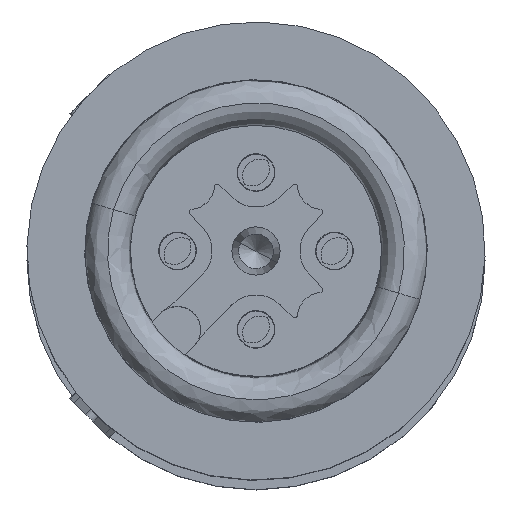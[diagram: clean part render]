
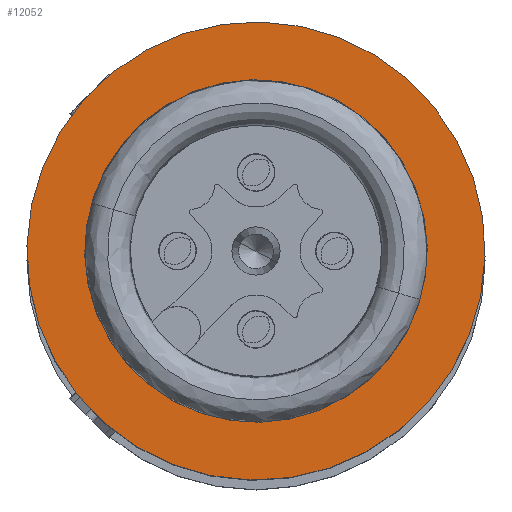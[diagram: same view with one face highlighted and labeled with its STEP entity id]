
A CAD part, top view. The second image highlights one B-rep face of the part: STEP entity #12052.
In plain terms, the highlighted planar face has unit normal (0, 0, 1).
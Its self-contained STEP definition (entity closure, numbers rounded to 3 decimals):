
#12014=AXIS2_PLACEMENT_3D('Plane Axis2P3D',#12011,#12012,#12013) ;
#12018=AXIS2_PLACEMENT_3D('Circle Axis2P3D',#12016,#12017,$) ;
#12027=AXIS2_PLACEMENT_3D('Circle Axis2P3D',#12025,#12026,$) ;
#12036=AXIS2_PLACEMENT_3D('Circle Axis2P3D',#12034,#12035,$) ;
#12045=AXIS2_PLACEMENT_3D('Circle Axis2P3D',#12043,#12044,$) ;
#12011=CARTESIAN_POINT('Axis2P3D Location',(7.3,14.6,189.5)) ;
#12016=CARTESIAN_POINT('Axis2P3D Location',(7.3,7.3,189.5)) ;
#12020=CARTESIAN_POINT('Vertex',(3.8,13.706,189.5)) ;
#12022=CARTESIAN_POINT('Vertex',(10.8,0.894,189.5)) ;
#12025=CARTESIAN_POINT('Axis2P3D Location',(7.3,7.3,189.5)) ;
#12034=CARTESIAN_POINT('Axis2P3D Location',(7.3,7.3,189.5)) ;
#12038=CARTESIAN_POINT('Vertex',(9.918,12.092,189.5)) ;
#12040=CARTESIAN_POINT('Vertex',(4.682,2.508,189.5)) ;
#12043=CARTESIAN_POINT('Axis2P3D Location',(7.3,7.3,189.5)) ;
#12012=DIRECTION('Axis2P3D Direction',(0.,0.,1.)) ;
#12013=DIRECTION('Axis2P3D XDirection',(0.,-1.,0.)) ;
#12017=DIRECTION('Axis2P3D Direction',(0.,0.,1.)) ;
#12026=DIRECTION('Axis2P3D Direction',(0.,0.,1.)) ;
#12035=DIRECTION('Axis2P3D Direction',(0.,0.,1.)) ;
#12044=DIRECTION('Axis2P3D Direction',(0.,0.,1.)) ;
#12031=ORIENTED_EDGE('',*,*,#12024,.T.) ;
#12032=ORIENTED_EDGE('',*,*,#12029,.T.) ;
#12049=ORIENTED_EDGE('',*,*,#12042,.F.) ;
#12050=ORIENTED_EDGE('',*,*,#12047,.F.) ;
#12051=FACE_BOUND('',#12048,.T.) ;
#12052=ADVANCED_FACE('Hauptk\X2\00F6\X0\rper',(#12033,#12051),#12015,.T.) ;
#12019=CIRCLE('generated circle',#12018,7.3) ;
#12028=CIRCLE('generated circle',#12027,7.3) ;
#12037=CIRCLE('generated circle',#12036,5.46) ;
#12046=CIRCLE('generated circle',#12045,5.46) ;
#12024=EDGE_CURVE('',#12021,#12023,#12019,.T.) ;
#12029=EDGE_CURVE('',#12023,#12021,#12028,.T.) ;
#12042=EDGE_CURVE('',#12039,#12041,#12037,.T.) ;
#12047=EDGE_CURVE('',#12041,#12039,#12046,.T.) ;
#12030=EDGE_LOOP('',(#12031,#12032)) ;
#12048=EDGE_LOOP('',(#12049,#12050)) ;
#12033=FACE_OUTER_BOUND('',#12030,.T.) ;
#12015=PLANE('',#12014) ;
#12021=VERTEX_POINT('',#12020) ;
#12023=VERTEX_POINT('',#12022) ;
#12039=VERTEX_POINT('',#12038) ;
#12041=VERTEX_POINT('',#12040) ;
